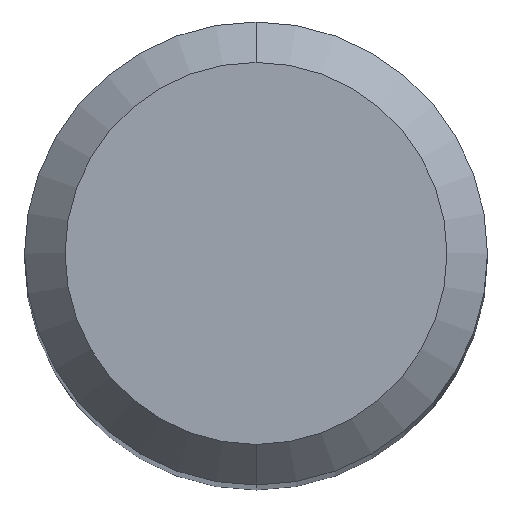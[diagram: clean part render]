
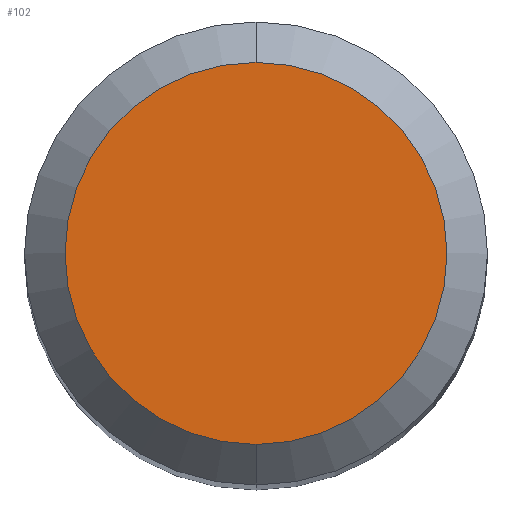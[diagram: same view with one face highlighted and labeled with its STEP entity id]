
A CAD part, top view. The second image highlights one B-rep face of the part: STEP entity #102.
In plain terms, the highlighted planar face has unit normal (0, 0, 1).
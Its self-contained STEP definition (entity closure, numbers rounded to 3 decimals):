
#102=ADVANCED_FACE('',(#120),#105,.T.);
#105=PLANE('',#375);
#120=FACE_OUTER_BOUND('',#135,.T.);
#135=EDGE_LOOP('',(#189,#190));
#189=ORIENTED_EDGE('',*,*,#224,.F.);
#190=ORIENTED_EDGE('',*,*,#237,.F.);
#202=VERTEX_POINT('',#574);
#203=VERTEX_POINT('',#575);
#224=EDGE_CURVE('',#202,#203,#255,.T.);
#237=EDGE_CURVE('',#203,#202,#264,.T.);
#255=CIRCLE('',#361,3.3);
#264=CIRCLE('',#373,3.3);
#361=AXIS2_PLACEMENT_3D('',#573,#430,#431);
#373=AXIS2_PLACEMENT_3D('',#629,#458,#459);
#375=AXIS2_PLACEMENT_3D('',#631,#462,#463);
#430=DIRECTION('',(0.,0.,-1.));
#431=DIRECTION('',(0.,1.,0.));
#458=DIRECTION('',(0.,0.,-1.));
#459=DIRECTION('',(0.,1.,0.));
#462=DIRECTION('',(0.,0.,1.));
#463=DIRECTION('',(0.,1.,0.));
#573=CARTESIAN_POINT('',(0.,0.,0.));
#574=CARTESIAN_POINT('',(0.,3.3,0.));
#575=CARTESIAN_POINT('',(0.,-3.3,0.));
#629=CARTESIAN_POINT('',(0.,0.,0.));
#631=CARTESIAN_POINT('',(0.,0.,0.));
